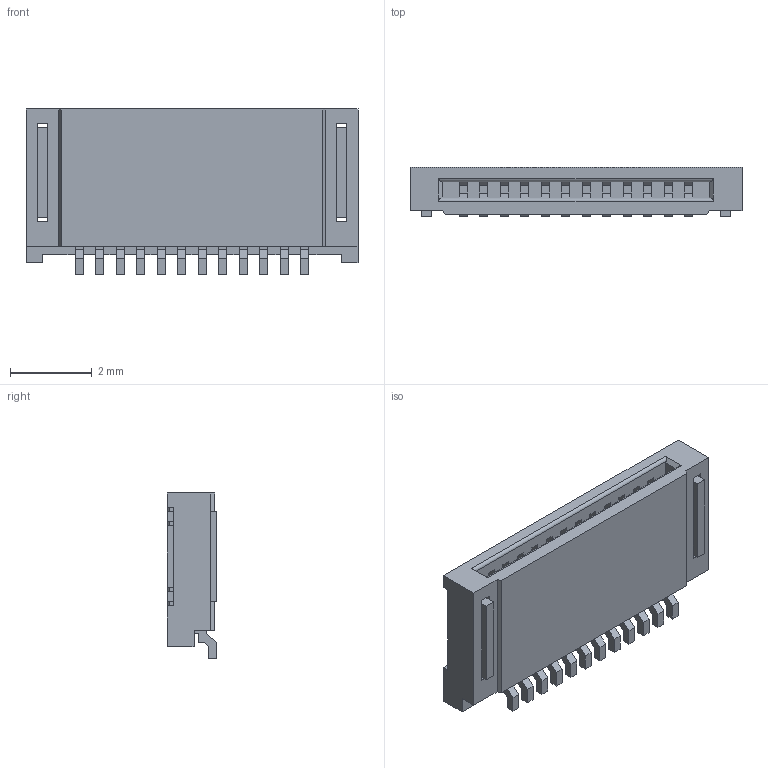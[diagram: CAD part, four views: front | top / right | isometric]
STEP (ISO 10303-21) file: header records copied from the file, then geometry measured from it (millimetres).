
FILE_DESCRIPTION((''),'2;1');
FILE_NAME('512811294','2011-02-24T',('gb'),(''),'PRO/ENGINEER BY PARAMETRIC TECHNOLOGY CORPORATION, 2003451','PRO/ENGINEER BY PARAMETRIC TECHNOLOGY CORPORATION, 2003451','');
FILE_SCHEMA(('CONFIG_CONTROL_DESIGN'));
Length unit declared in the file: millimetre
Products named in the file (1): 512811294
Bounding box: 8.1 x 1.2 x 4.05 mm (x, y, z)
Volume: 26.2 mm3; surface area: 154.7 mm2
Topology: 1 solids, 1 shells, 563 faces, 1610 edges, 1044 vertices
Faces by surface type: plane 557, cylinder 6
Entity records: 17789 total; most frequent: CARTESIAN_POINT 3182, ORIENTED_EDGE 3108, DIRECTION 2742, VECTOR 1598, LINE 1598, EDGE_CURVE 1554, VERTEX_POINT 988, AXIS2_PLACEMENT_3D 572
